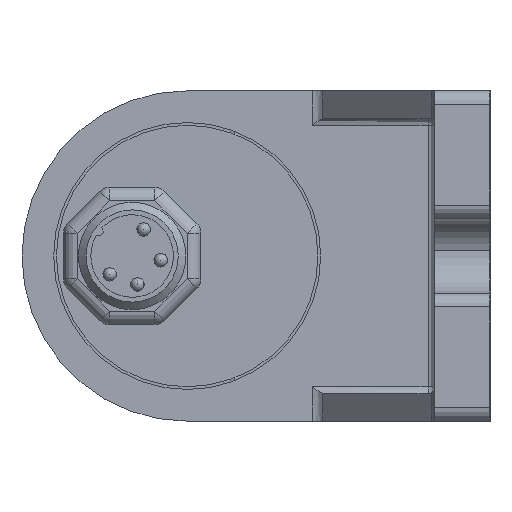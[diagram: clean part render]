
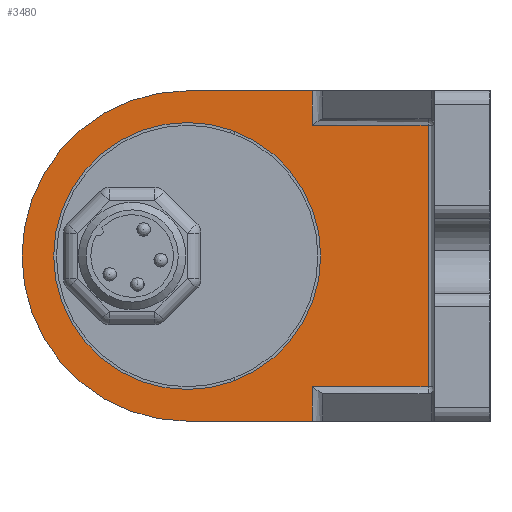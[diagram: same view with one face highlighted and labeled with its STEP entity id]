
A CAD part, left-side view. The second image highlights one B-rep face of the part: STEP entity #3480.
In plain terms, the highlighted planar face has unit normal (-1, 0, 0).
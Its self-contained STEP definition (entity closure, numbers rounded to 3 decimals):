
#193=VECTOR('',#4411,1.);
#205=VECTOR('',#4442,1.);
#213=VECTOR('',#4470,1.);
#218=VECTOR('',#4485,1.);
#219=VECTOR('',#4486,1.);
#220=VECTOR('',#4487,1.);
#221=VECTOR('',#4488,1.);
#467=LINE('',#5605,#193);
#479=LINE('',#5637,#205);
#487=LINE('',#5665,#213);
#492=LINE('',#5789,#218);
#493=LINE('',#5791,#219);
#494=LINE('',#5793,#220);
#495=LINE('',#5795,#221);
#872=VERTEX_POINT('',#5549);
#873=VERTEX_POINT('',#5550);
#896=VERTEX_POINT('',#5604);
#906=VERTEX_POINT('',#5638);
#915=VERTEX_POINT('',#5666);
#920=VERTEX_POINT('',#5790);
#921=VERTEX_POINT('',#5792);
#922=VERTEX_POINT('',#5794);
#923=VERTEX_POINT('',#5797);
#1153=CIRCLE('',#3752,12.);
#1171=CIRCLE('',#3794,9.7);
#1493=EDGE_CURVE('',#872,#873,#1153,.T.);
#1519=EDGE_CURVE('',#896,#872,#467,.T.);
#1537=EDGE_CURVE('',#873,#906,#479,.T.);
#1551=EDGE_CURVE('',#906,#915,#487,.T.);
#1561=EDGE_CURVE('',#920,#896,#492,.T.);
#1562=EDGE_CURVE('',#921,#920,#493,.T.);
#1563=EDGE_CURVE('',#922,#921,#494,.T.);
#1564=EDGE_CURVE('',#915,#922,#495,.T.);
#1565=EDGE_CURVE('',#923,#923,#1171,.T.);
#2264=ORIENTED_EDGE('',*,*,#1551,.F.);
#2265=ORIENTED_EDGE('',*,*,#1537,.F.);
#2266=ORIENTED_EDGE('',*,*,#1493,.F.);
#2267=ORIENTED_EDGE('',*,*,#1519,.F.);
#2268=ORIENTED_EDGE('',*,*,#1561,.F.);
#2269=ORIENTED_EDGE('',*,*,#1562,.F.);
#2270=ORIENTED_EDGE('',*,*,#1563,.F.);
#2271=ORIENTED_EDGE('',*,*,#1564,.F.);
#2272=ORIENTED_EDGE('',*,*,#1565,.F.);
#2990=EDGE_LOOP('',(#2264,#2265,#2266,#2267,#2268,#2269,#2270,#2271));
#2991=EDGE_LOOP('',(#2272));
#3240=FACE_BOUND('',#2990,.T.);
#3241=FACE_BOUND('',#2991,.T.);
#3480=ADVANCED_FACE('',(#3240,#3241),#6336,.T.);
#3752=AXIS2_PLACEMENT_3D('',#5548,#4369,#4370);
#3793=AXIS2_PLACEMENT_3D('',#5788,#4484,$);
#3794=AXIS2_PLACEMENT_3D('',#5796,#4489,#4490);
#4369=DIRECTION('',(1.,0.,0.));
#4370=DIRECTION('',(0.,0.,12.));
#4411=DIRECTION('',(0.,1.,0.));
#4442=DIRECTION('',(0.,-1.,0.));
#4470=DIRECTION('',(0.,0.,-1.));
#4484=DIRECTION('',(-1.,0.,0.));
#4485=DIRECTION('',(0.,0.,-1.));
#4486=DIRECTION('',(0.,1.,0.));
#4487=DIRECTION('',(0.,0.,-1.));
#4488=DIRECTION('',(0.,-1.,0.));
#4489=DIRECTION('',(-1.,0.,0.));
#4490=DIRECTION('',(0.,0.,9.7));
#5548=CARTESIAN_POINT('',(15.,22.,0.));
#5549=CARTESIAN_POINT('',(15.,22.,-12.));
#5550=CARTESIAN_POINT('',(15.,22.,12.));
#5604=CARTESIAN_POINT('',(15.,12.917,-12.));
#5605=CARTESIAN_POINT('',(15.,22.,-12.));
#5637=CARTESIAN_POINT('',(15.,0.,12.));
#5638=CARTESIAN_POINT('',(15.,12.917,12.));
#5665=CARTESIAN_POINT('',(15.,12.917,6.));
#5666=CARTESIAN_POINT('',(15.,12.917,9.5));
#5788=CARTESIAN_POINT('',(15.,14.882,0.));
#5789=CARTESIAN_POINT('',(15.,12.917,-6.));
#5790=CARTESIAN_POINT('',(15.,12.917,-9.5));
#5791=CARTESIAN_POINT('',(15.,11.754,-9.5));
#5792=CARTESIAN_POINT('',(15.,4.5,-9.5));
#5793=CARTESIAN_POINT('',(15.,4.5,0.));
#5794=CARTESIAN_POINT('',(15.,4.5,9.5));
#5795=CARTESIAN_POINT('',(15.,11.754,9.5));
#5796=CARTESIAN_POINT('',(15.,22.,0.));
#5797=CARTESIAN_POINT('',(15.,22.,9.7));
#6336=PLANE('',#3793);
